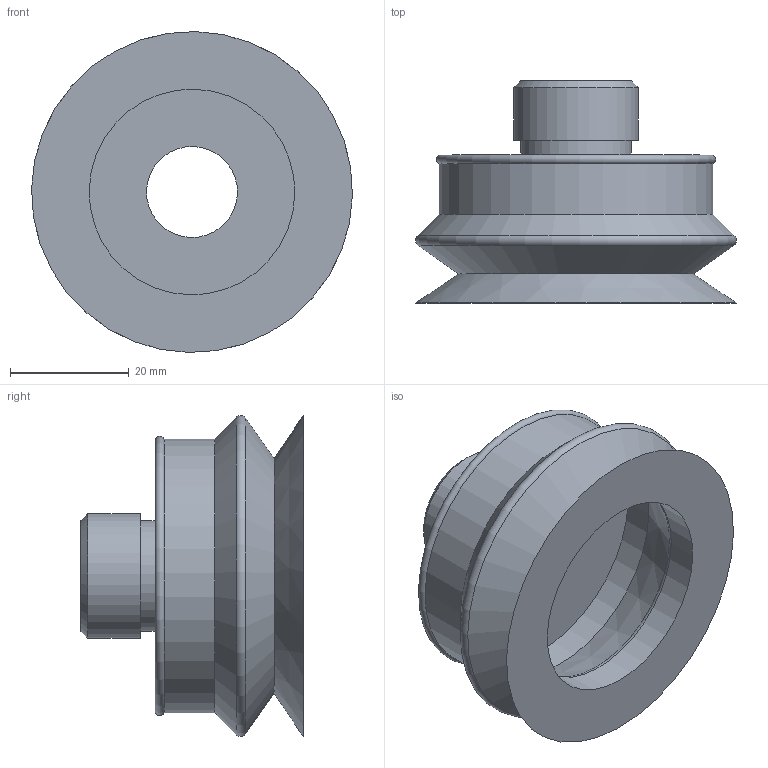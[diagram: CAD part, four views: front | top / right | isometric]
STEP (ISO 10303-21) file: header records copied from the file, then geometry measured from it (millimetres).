
FILE_DESCRIPTION(/* description */ (''),/* implementation_level */ '2;1');
FILE_NAME(/* name */ 'vf55-1nit_rac23r1-2m.stp',/* time_stamp */ '2020-10-27T11:54:54+01:00',/* author */ ('enginyeria'),/* organization */ (''),/* preprocessor_version */ 'ST-DEVELOPER v17.2',/* originating_system */ 'Autodesk Inventor 2019',/* authorisation */ '');
FILE_SCHEMA (('CONFIG_CONTROL_DESIGN'));
Length unit declared in the file: millimetre
Products named in the file (1): vf55-1nit_rac23r1-2m
Bounding box: 53.98 x 37.39 x 53.98 mm (x, y, z)
Volume: 22999.4 mm3; surface area: 13299.6 mm2
Topology: 1 solids, 1 shells, 21 faces, 59 edges, 44 vertices
Faces by surface type: cone 6, cylinder 6, plane 6, torus 3
Full cylindrical faces by diameter (mm): 15.3 x1, 18.631 x1, 20.94 x1, 34.6 x1, 41.6 x1, 46 x1
Entity records: 815 total; most frequent: DIRECTION 150, CARTESIAN_POINT 125, ORIENTED_EDGE 118, AXIS2_PLACEMENT_3D 69, EDGE_CURVE 59, CIRCLE 47, VERTEX_POINT 44, EDGE_LOOP 27
